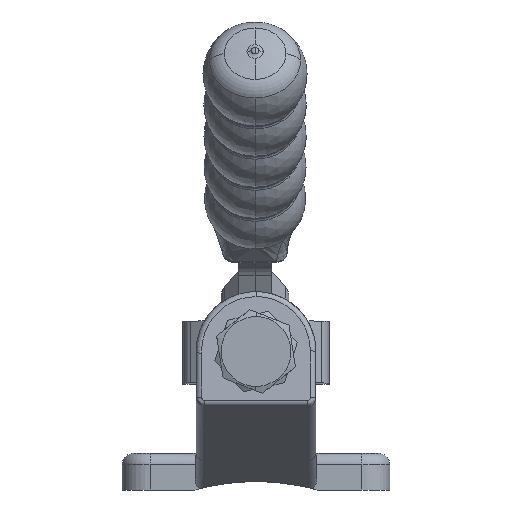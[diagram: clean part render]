
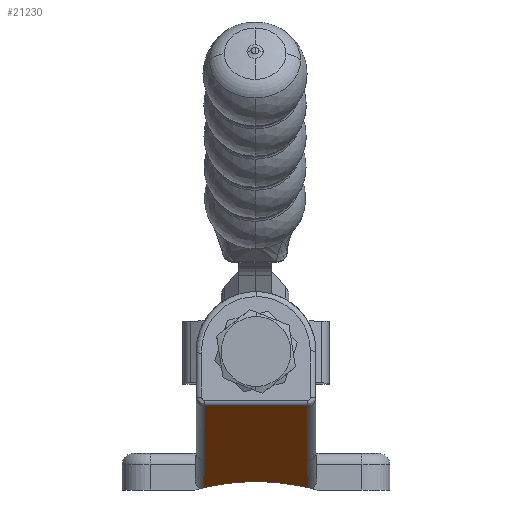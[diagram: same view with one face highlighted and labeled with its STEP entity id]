
A CAD part, left-side view. The second image highlights one B-rep face of the part: STEP entity #21230.
In plain terms, the highlighted planar face has unit normal (-0.566, 0, -0.824).
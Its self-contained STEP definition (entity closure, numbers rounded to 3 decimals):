
#473 = VECTOR ( 'NONE', #26807, 1000. ) ;
#1196 = DIRECTION ( 'NONE',  ( -0.824, 0., 0.566 ) ) ;
#1652 = CARTESIAN_POINT ( 'NONE',  ( -2.183, 26.936, 1.5 ) ) ;
#2171 = DIRECTION ( 'NONE',  ( -0.824, 0.018, 0.566 ) ) ;
#2328 = LINE ( 'NONE', #30666, #36278 ) ;
#2467 = CARTESIAN_POINT ( 'NONE',  ( 0.022, 33.113, -0.015 ) ) ;
#3166 = DIRECTION ( 'NONE',  ( 0.566, 0., 0.824 ) ) ;
#4046 = VERTEX_POINT ( 'NONE', #18507 ) ;
#4123 = ORIENTED_EDGE ( 'NONE', *, *, #32654, .T. ) ;
#5388 = CARTESIAN_POINT ( 'NONE',  ( -0.588, 14.5, 0.404 ) ) ;
#5887 = DIRECTION ( 'NONE',  ( 0.824, 0.018, -0.566 ) ) ;
#8063 = ORIENTED_EDGE ( 'NONE', *, *, #26711, .T. ) ;
#8500 = CARTESIAN_POINT ( 'NONE',  ( -2.183, 23.8, 1.5 ) ) ;
#8503 = EDGE_CURVE ( 'NONE', #4046, #40031, #2328, .T. ) ;
#8652 = FACE_OUTER_BOUND ( 'NONE', #12826, .T. ) ;
#9907 = VECTOR ( 'NONE', #5887, 1000. ) ;
#11492 = CARTESIAN_POINT ( 'NONE',  ( -21.81, 14.65, 14.989 ) ) ;
#12155 = VERTEX_POINT ( 'NONE', #16791 ) ;
#12826 = EDGE_LOOP ( 'NONE', ( #25454, #36577, #4123, #39592, #40073, #8063, #27120 ) ) ;
#16152 = PLANE ( 'NONE',  #31437 ) ;
#16791 = CARTESIAN_POINT ( 'NONE',  ( -0.588, 14.5, 0.404 ) ) ;
#16995 = VERTEX_POINT ( 'NONE', #17482 ) ;
#17482 = CARTESIAN_POINT ( 'NONE',  ( -7.625, 32.95, 5.241 ) ) ;
#17936 = CARTESIAN_POINT ( 'NONE',  ( -1.648, 30.05, 1.133 ) ) ;
#18392 = CARTESIAN_POINT ( 'NONE',  ( -2.183, 20.664, 1.5 ) ) ;
#18507 = CARTESIAN_POINT ( 'NONE',  ( -7.625, 14.65, 5.241 ) ) ;
#19676 = LINE ( 'NONE', #2467, #9907 ) ;
#20779 =( BOUNDED_CURVE ( )  B_SPLINE_CURVE ( 3, ( #40835, #17936, #1652, #24591 ),
 .UNSPECIFIED., .F., .F. ) 
 B_SPLINE_CURVE_WITH_KNOTS ( ( 4, 4 ),
 ( 6.049, 6.283 ),
 .UNSPECIFIED. ) 
 CURVE ( )  GEOMETRIC_REPRESENTATION_ITEM ( )  RATIONAL_B_SPLINE_CURVE ( ( 1., 0.995, 0.995, 1. ) ) 
 REPRESENTATION_ITEM ( '' )  );
#21230 = ADVANCED_FACE ( 'NONE', ( #8652 ), #16152, .F. ) ;
#21866 = VECTOR ( 'NONE', #2171, 1000. ) ;
#22107 = VECTOR ( 'NONE', #26201, 1000. ) ;
#23151 = LINE ( 'NONE', #29512, #22107 ) ;
#23538 = CARTESIAN_POINT ( 'NONE',  ( -21.81, 32.95, 14.989 ) ) ;
#23971 = CARTESIAN_POINT ( 'NONE',  ( -2.183, 23.8, 1.5 ) ) ;
#24591 = CARTESIAN_POINT ( 'NONE',  ( -2.183, 23.8, 1.5 ) ) ;
#25050 = CARTESIAN_POINT ( 'NONE',  ( -1.648, 17.55, 1.133 ) ) ;
#25454 = ORIENTED_EDGE ( 'NONE', *, *, #8503, .T. ) ;
#26120 = DIRECTION ( 'NONE',  ( 0.824, 0., -0.566 ) ) ;
#26201 = DIRECTION ( 'NONE',  ( 0.824, 0., -0.566 ) ) ;
#26226 = EDGE_CURVE ( 'NONE', #12155, #4046, #39436, .T. ) ;
#26711 = EDGE_CURVE ( 'NONE', #38961, #12155, #32608, .T. ) ;
#26807 = DIRECTION ( 'NONE',  ( 0., 1., 0. ) ) ;
#27120 = ORIENTED_EDGE ( 'NONE', *, *, #26226, .T. ) ;
#29512 = CARTESIAN_POINT ( 'NONE',  ( 0., 32.95, 0. ) ) ;
#29922 = EDGE_CURVE ( 'NONE', #16995, #34505, #19676, .T. ) ;
#30003 = CARTESIAN_POINT ( 'NONE',  ( -21.81, 116.15, 14.989 ) ) ;
#30666 = CARTESIAN_POINT ( 'NONE',  ( -22.3, 14.65, 15.326 ) ) ;
#31437 = AXIS2_PLACEMENT_3D ( 'NONE', #35524, #3166, #26120 ) ;
#32022 = VERTEX_POINT ( 'NONE', #23538 ) ;
#32608 =( BOUNDED_CURVE ( )  B_SPLINE_CURVE ( 3, ( #8500, #18392, #25050, #5388 ),
 .UNSPECIFIED., .F., .T. ) 
 B_SPLINE_CURVE_WITH_KNOTS ( ( 4, 4 ),
 ( 0., 0.235 ),
 .UNSPECIFIED. ) 
 CURVE ( )  GEOMETRIC_REPRESENTATION_ITEM ( )  RATIONAL_B_SPLINE_CURVE ( ( 1., 0.995, 0.995, 1. ) ) 
 REPRESENTATION_ITEM ( '' )  );
#32654 = EDGE_CURVE ( 'NONE', #32022, #16995, #23151, .T. ) ;
#34505 = VERTEX_POINT ( 'NONE', #38811 ) ;
#34953 = CARTESIAN_POINT ( 'NONE',  ( -9.435, 14.689, 6.485 ) ) ;
#35369 = EDGE_CURVE ( 'NONE', #40031, #32022, #35458, .T. ) ;
#35458 = LINE ( 'NONE', #30003, #473 ) ;
#35524 = CARTESIAN_POINT ( 'NONE',  ( 0., 116.15, 0. ) ) ;
#36278 = VECTOR ( 'NONE', #1196, 1000. ) ;
#36577 = ORIENTED_EDGE ( 'NONE', *, *, #35369, .T. ) ;
#38811 = CARTESIAN_POINT ( 'NONE',  ( -0.588, 33.1, 0.404 ) ) ;
#38961 = VERTEX_POINT ( 'NONE', #23971 ) ;
#39436 = LINE ( 'NONE', #34953, #21866 ) ;
#39592 = ORIENTED_EDGE ( 'NONE', *, *, #29922, .T. ) ;
#40031 = VERTEX_POINT ( 'NONE', #11492 ) ;
#40073 = ORIENTED_EDGE ( 'NONE', *, *, #42436, .T. ) ;
#40835 = CARTESIAN_POINT ( 'NONE',  ( -0.588, 33.1, 0.404 ) ) ;
#42436 = EDGE_CURVE ( 'NONE', #34505, #38961, #20779, .T. ) ;
